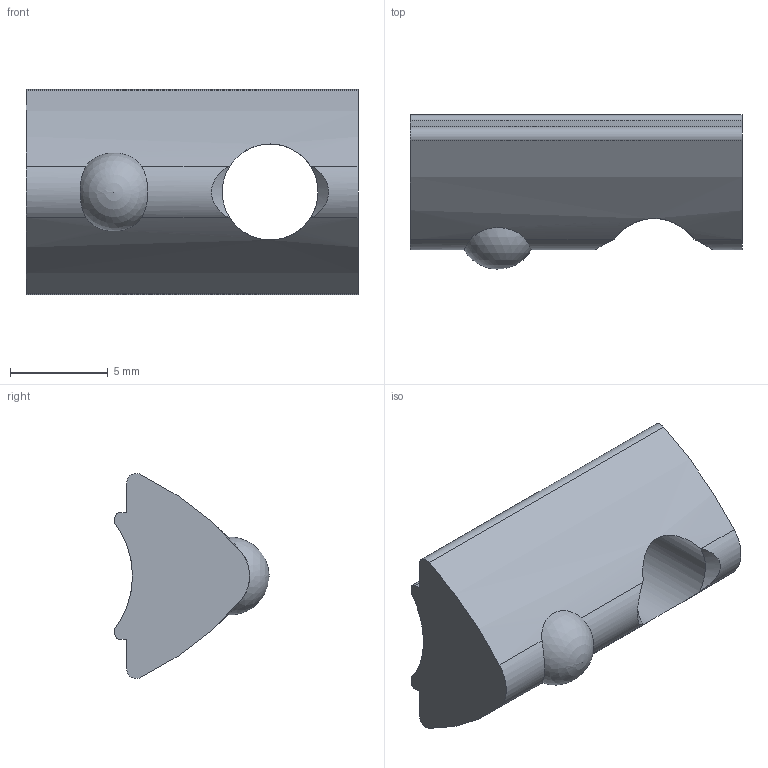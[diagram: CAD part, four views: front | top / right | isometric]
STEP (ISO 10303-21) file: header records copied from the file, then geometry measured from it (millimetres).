
FILE_DESCRIPTION( ( 'STEP AP214' ), '1' );
FILE_NAME( 'K1024.0606.stp', '2020-12-10T09:14:26', ( '' ), ( '' ), ' ', 'PARTsolutions', ' ' );
FILE_SCHEMA( ( 'AUTOMOTIVE_DESIGN { 1 0 10303 214 1 1 1 1 }' ) );
Length unit declared in the file: millimetre
Products named in the file (1): _K1024.0606
Bounding box: 17 x 7.9 x 10.5 mm (x, y, z)
Volume: 659.1 mm3; surface area: 623.3 mm2
Topology: 1 solids, 1 shells, 27 faces, 83 edges, 55 vertices
Faces by surface type: cylinder 12, plane 10, cone 4, sphere 1
Full cylindrical faces by diameter (mm): 4.917 x1
Entity records: 1311 total; most frequent: CARTESIAN_POINT 374, ORIENTED_EDGE 156, DIRECTION 138, EDGE_CURVE 78, VERTEX_POINT 53, AXIS2_PLACEMENT_3D 52, LINE 34, VECTOR 34
